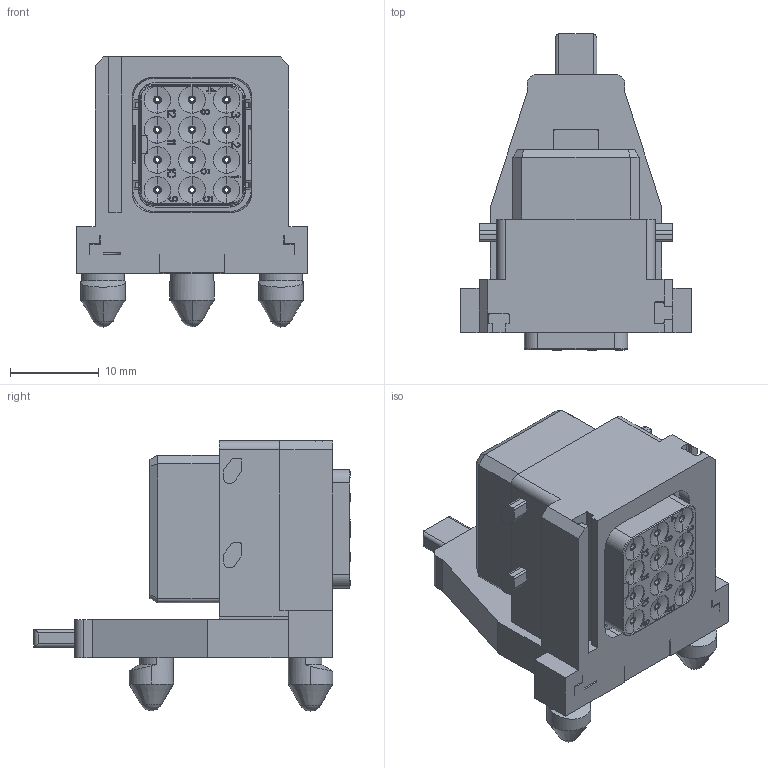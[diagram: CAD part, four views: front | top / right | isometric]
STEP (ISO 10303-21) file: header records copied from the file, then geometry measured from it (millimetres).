
FILE_DESCRIPTION((''),'2;1');
FILE_NAME('35599116000','2020-02-19T',('presta_be4'),(''),'CREO PARAMETRIC BY PTC INC, 2018360','CREO PARAMETRIC BY PTC INC, 2018360','');
FILE_SCHEMA(('CONFIG_CONTROL_DESIGN'));
Products named in the file (1): 35599116000
Bounding box: 26 x 35.56 x 30.4 mm (x, y, z)
Volume: 7353.7 mm3; surface area: 8968.4 mm2
Topology: 1 solids, 1 shells, 2874 faces, 7624 edges, 4810 vertices
Faces by surface type: plane 1653, cylinder 558, cone 325, torus 312, bspline 20, sphere 6
Entity records: 90630 total; most frequent: CARTESIAN_POINT 18467, ORIENTED_EDGE 15236, DIRECTION 14944, EDGE_CURVE 7618, VECTOR 4998, LINE 4998, AXIS2_PLACEMENT_3D 4973, VERTEX_POINT 4810
